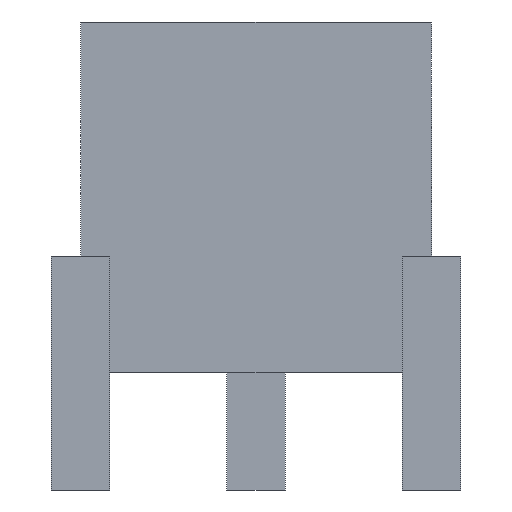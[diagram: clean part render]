
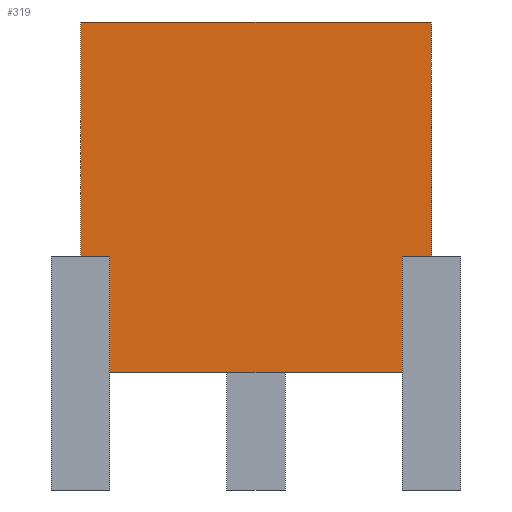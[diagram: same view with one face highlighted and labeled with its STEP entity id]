
A CAD part, left-side view. The second image highlights one B-rep face of the part: STEP entity #319.
In plain terms, the highlighted planar face has unit normal (-1, 0, 0).
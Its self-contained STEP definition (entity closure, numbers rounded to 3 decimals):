
#13=DIRECTION('',(0.,0.,1.));
#60=VECTOR('',#13,1.);
#72=VECTOR('',#73,1.);
#73=DIRECTION('',(0.,0.,-1.));
#150=CARTESIAN_POINT('',(-0.25,0.15,0.1));
#152=DIRECTION('',(1.,0.,0.));
#163=VERTEX_POINT('',#164);
#164=CARTESIAN_POINT('',(-0.25,0.125,0.1));
#170=EDGE_CURVE('',#163,#171,#173,.T.);
#171=VERTEX_POINT('',#172);
#172=CARTESIAN_POINT('',(-0.25,-0.125,0.1));
#173=LINE('',#150,#174);
#174=VECTOR('',#175,1.);
#175=DIRECTION('',(0.,-1.,0.));
#195=CARTESIAN_POINT('',(-0.25,-0.15,0.1));
#239=EDGE_CURVE('',#240,#242,#244,.T.);
#240=VERTEX_POINT('',#241);
#241=CARTESIAN_POINT('',(-0.25,0.15,0.2));
#242=VERTEX_POINT('',#243);
#243=CARTESIAN_POINT('',(-0.25,0.15,0.4));
#244=LINE('',#150,#60);
#308=VERTEX_POINT('',#309);
#309=CARTESIAN_POINT('',(-0.25,0.125,0.2));
#312=EDGE_CURVE('',#163,#308,#313,.T.);
#313=LINE('',#314,#60);
#314=CARTESIAN_POINT('',(-0.25,0.125,0.05));
#319=ADVANCED_FACE('',(#320),#348,.F.);
#320=FACE_BOUND('',#321,.F.);
#321=EDGE_LOOP('',(#322,#323,#324,#327,#328,#333,#338,#344));
#322=ORIENTED_EDGE('',*,*,#170,.F.);
#323=ORIENTED_EDGE('',*,*,#312,.T.);
#324=ORIENTED_EDGE('',*,*,#325,.F.);
#325=EDGE_CURVE('',#240,#308,#326,.T.);
#326=LINE('',#241,#174);
#327=ORIENTED_EDGE('',*,*,#239,.T.);
#328=ORIENTED_EDGE('',*,*,#329,.T.);
#329=EDGE_CURVE('',#242,#330,#332,.T.);
#330=VERTEX_POINT('',#331);
#331=CARTESIAN_POINT('',(-0.25,-0.15,0.4));
#332=LINE('',#243,#174);
#333=ORIENTED_EDGE('',*,*,#334,.F.);
#334=EDGE_CURVE('',#335,#330,#337,.T.);
#335=VERTEX_POINT('',#336);
#336=CARTESIAN_POINT('',(-0.25,-0.15,0.2));
#337=LINE('',#195,#60);
#338=ORIENTED_EDGE('',*,*,#339,.F.);
#339=EDGE_CURVE('',#340,#335,#342,.T.);
#340=VERTEX_POINT('',#341);
#341=CARTESIAN_POINT('',(-0.25,-0.125,0.2));
#342=LINE('',#343,#174);
#343=CARTESIAN_POINT('',(-0.25,0.,0.2));
#344=ORIENTED_EDGE('',*,*,#345,.T.);
#345=EDGE_CURVE('',#340,#171,#346,.T.);
#346=LINE('',#347,#72);
#347=CARTESIAN_POINT('',(-0.25,-0.125,0.05));
#348=PLANE('',#349);
#349=AXIS2_PLACEMENT_3D('',#150,#152,#13);
